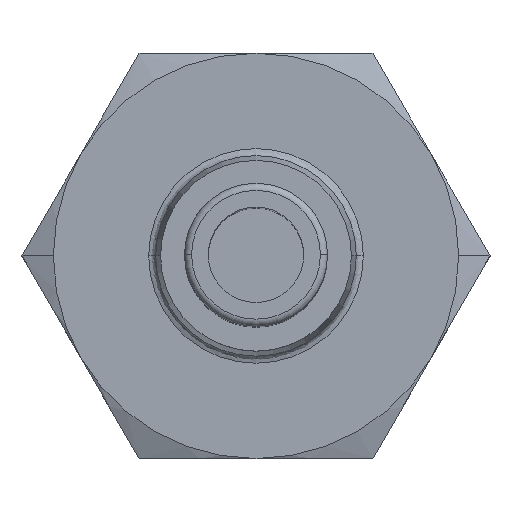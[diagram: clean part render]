
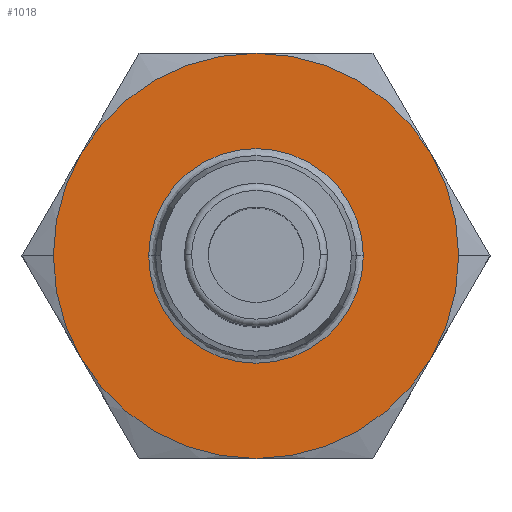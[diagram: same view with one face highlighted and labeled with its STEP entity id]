
A CAD part, top view. The second image highlights one B-rep face of the part: STEP entity #1018.
In plain terms, the highlighted planar face has unit normal (0, 0, 1).
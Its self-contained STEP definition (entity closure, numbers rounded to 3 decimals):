
#307=CARTESIAN_POINT('',(-8.5,0.,-14.));
#308=VERTEX_POINT('',#307);
#317=CARTESIAN_POINT('',(-7.361,4.25,-14.));
#318=VERTEX_POINT('',#317);
#319=CARTESIAN_POINT('',(0.,0.,-14.0));
#320=DIRECTION('',(0.0,0.0,1.0));
#321=DIRECTION('',(1.0,0.0,0.0));
#322=AXIS2_PLACEMENT_3D('',#319,#320,#321);
#323=CIRCLE('',#322,8.5);
#324=EDGE_CURVE('',#318,#308,#323,.T.);
#349=CARTESIAN_POINT('',(8.5,0.,-14.));
#350=VERTEX_POINT('',#349);
#357=CARTESIAN_POINT('',(7.361,4.25,-14.0));
#358=VERTEX_POINT('',#357);
#372=CARTESIAN_POINT('',(0.,0.,-14.0));
#373=DIRECTION('',(0.0,0.0,1.0));
#374=DIRECTION('',(1.0,0.0,0.0));
#375=AXIS2_PLACEMENT_3D('',#372,#373,#374);
#376=CIRCLE('',#375,8.5);
#377=EDGE_CURVE('',#350,#358,#376,.T.);
#650=CARTESIAN_POINT('',(4.501,0.,-14.));
#651=VERTEX_POINT('',#650);
#660=CARTESIAN_POINT('',(-4.501,0.,-14.));
#661=VERTEX_POINT('',#660);
#669=CARTESIAN_POINT('',(0.,0.,-14.0));
#670=DIRECTION('',(0.0,0.0,1.0));
#671=DIRECTION('',(-1.0,0.0,0.0));
#672=AXIS2_PLACEMENT_3D('',#669,#670,#671);
#673=CIRCLE('',#672,4.501);
#674=EDGE_CURVE('',#661,#651,#673,.T.);
#919=CARTESIAN_POINT('',(0.,0.,-14.0));
#920=DIRECTION('',(0.0,0.0,1.0));
#921=DIRECTION('',(-1.0,0.0,0.0));
#922=AXIS2_PLACEMENT_3D('',#919,#920,#921);
#923=CIRCLE('',#922,4.501);
#924=EDGE_CURVE('',#651,#661,#923,.T.);
#955=CARTESIAN_POINT('',(0.,0.,-14.0));
#956=DIRECTION('',(0.0,0.0,-1.0));
#957=DIRECTION('',(-1.0,0.0,0.0));
#958=AXIS2_PLACEMENT_3D('',#955,#956,#957);
#959=PLANE('',#958);
#960=ORIENTED_EDGE('',*,*,#324,.T.);
#961=CARTESIAN_POINT('',(-7.361,-4.25,-14.0));
#962=VERTEX_POINT('',#961);
#963=CARTESIAN_POINT('',(0.,0.,-14.0));
#964=DIRECTION('',(0.0,0.0,1.0));
#965=DIRECTION('',(1.0,0.0,0.0));
#966=AXIS2_PLACEMENT_3D('',#963,#964,#965);
#967=CIRCLE('',#966,8.5);
#968=EDGE_CURVE('',#308,#962,#967,.T.);
#969=ORIENTED_EDGE('',*,*,#968,.T.);
#970=CARTESIAN_POINT('',(0.,-8.5,-14.));
#971=VERTEX_POINT('',#970);
#972=CARTESIAN_POINT('',(0.,0.,-14.0));
#973=DIRECTION('',(0.0,0.0,1.0));
#974=DIRECTION('',(1.0,0.0,0.0));
#975=AXIS2_PLACEMENT_3D('',#972,#973,#974);
#976=CIRCLE('',#975,8.5);
#977=EDGE_CURVE('',#962,#971,#976,.T.);
#978=ORIENTED_EDGE('',*,*,#977,.T.);
#979=CARTESIAN_POINT('',(7.361,-4.25,-14.));
#980=VERTEX_POINT('',#979);
#981=CARTESIAN_POINT('',(0.,0.,-14.0));
#982=DIRECTION('',(0.0,0.0,1.0));
#983=DIRECTION('',(1.0,0.0,0.0));
#984=AXIS2_PLACEMENT_3D('',#981,#982,#983);
#985=CIRCLE('',#984,8.5);
#986=EDGE_CURVE('',#971,#980,#985,.T.);
#987=ORIENTED_EDGE('',*,*,#986,.T.);
#988=CARTESIAN_POINT('',(0.,0.,-14.0));
#989=DIRECTION('',(0.0,0.0,1.0));
#990=DIRECTION('',(1.0,0.0,0.0));
#991=AXIS2_PLACEMENT_3D('',#988,#989,#990);
#992=CIRCLE('',#991,8.5);
#993=EDGE_CURVE('',#980,#350,#992,.T.);
#994=ORIENTED_EDGE('',*,*,#993,.T.);
#995=ORIENTED_EDGE('',*,*,#377,.T.);
#996=CARTESIAN_POINT('',(0.,8.5,-14.));
#997=VERTEX_POINT('',#996);
#998=CARTESIAN_POINT('',(0.,0.,-14.0));
#999=DIRECTION('',(0.0,0.0,1.0));
#1000=DIRECTION('',(1.0,0.0,0.0));
#1001=AXIS2_PLACEMENT_3D('',#998,#999,#1000);
#1002=CIRCLE('',#1001,8.5);
#1003=EDGE_CURVE('',#358,#997,#1002,.T.);
#1004=ORIENTED_EDGE('',*,*,#1003,.T.);
#1005=CARTESIAN_POINT('',(0.,0.,-14.0));
#1006=DIRECTION('',(0.0,0.0,1.0));
#1007=DIRECTION('',(1.0,0.0,0.0));
#1008=AXIS2_PLACEMENT_3D('',#1005,#1006,#1007);
#1009=CIRCLE('',#1008,8.5);
#1010=EDGE_CURVE('',#997,#318,#1009,.T.);
#1011=ORIENTED_EDGE('',*,*,#1010,.T.);
#1012=EDGE_LOOP('',(#960,#969,#978,#987,#994,#995,#1004,#1011));
#1013=FACE_OUTER_BOUND('',#1012,.T.);
#1014=ORIENTED_EDGE('',*,*,#924,.F.);
#1015=ORIENTED_EDGE('',*,*,#674,.F.);
#1016=EDGE_LOOP('',(#1014,#1015));
#1017=FACE_BOUND('',#1016,.T.);
#1018=ADVANCED_FACE('',(#1013,#1017),#959,.F.);
